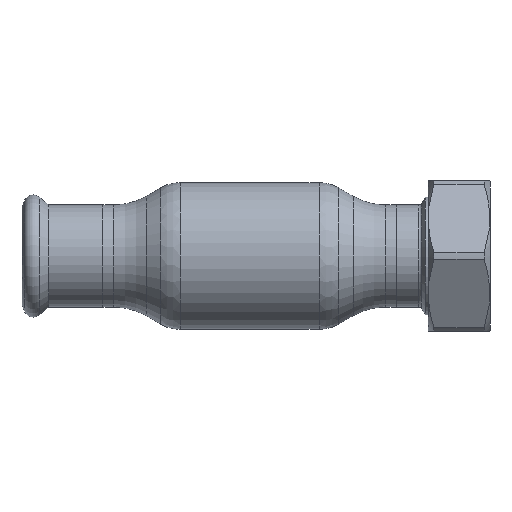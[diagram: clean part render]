
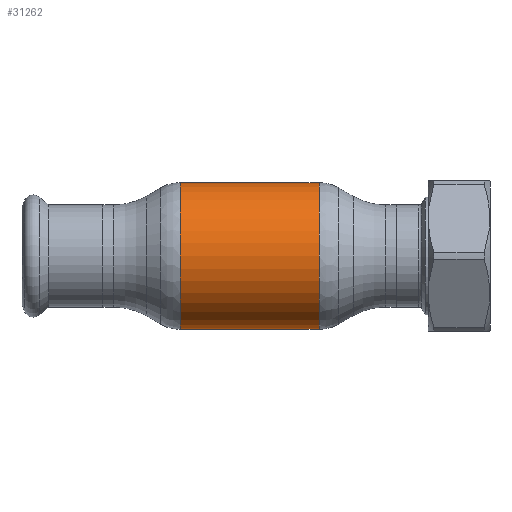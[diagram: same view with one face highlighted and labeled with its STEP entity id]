
A CAD part, front view. The second image highlights one B-rep face of the part: STEP entity #31262.
In plain terms, the highlighted cylindrical face has radius 22.5 mm (diameter 45 mm), a partial arc.
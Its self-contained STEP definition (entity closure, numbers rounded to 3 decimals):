
#1904 = CARTESIAN_POINT ( 'NONE',  ( -21.285, 0., -22.5 ) ) ;
#2610 = CARTESIAN_POINT ( 'NONE',  ( 21.285, 0., 22.5 ) ) ;
#3803 = VERTEX_POINT ( 'NONE', #1904 ) ;
#4905 = DIRECTION ( 'NONE',  ( -1., 0., 0. ) ) ;
#6074 = LINE ( 'NONE', #10839, #60531 ) ;
#9119 = ORIENTED_EDGE ( 'NONE', *, *, #60785, .F. ) ;
#9652 = AXIS2_PLACEMENT_3D ( 'NONE', #31360, #17192, #36395 ) ;
#9836 = EDGE_CURVE ( 'NONE', #59941, #38912, #46878, .T. ) ;
#10839 = CARTESIAN_POINT ( 'NONE',  ( -62.69, 0., -22.5 ) ) ;
#14861 = VERTEX_POINT ( 'NONE', #42829 ) ;
#14961 = ORIENTED_EDGE ( 'NONE', *, *, #16364, .F. ) ;
#15797 = EDGE_CURVE ( 'NONE', #38912, #14861, #26054, .T. ) ;
#16364 = EDGE_CURVE ( 'NONE', #3803, #14861, #61368, .T. ) ;
#17192 = DIRECTION ( 'NONE',  ( -1., 0., 0. ) ) ;
#18210 = DIRECTION ( 'NONE',  ( 0., 0., 1. ) ) ;
#18845 = CYLINDRICAL_SURFACE ( 'NONE', #58565, 22.5 ) ;
#21038 = CARTESIAN_POINT ( 'NONE',  ( -62.69, 0., 22.5 ) ) ;
#21042 = VECTOR ( 'NONE', #36139, 1000. ) ;
#23674 = DIRECTION ( 'NONE',  ( -1., 0., 0. ) ) ;
#26054 = LINE ( 'NONE', #21038, #21042 ) ;
#28590 = FACE_OUTER_BOUND ( 'NONE', #55670, .T. ) ;
#28977 = ORIENTED_EDGE ( 'NONE', *, *, #9836, .T. ) ;
#31240 = DIRECTION ( 'NONE',  ( -1., 0., 0. ) ) ;
#31262 = ADVANCED_FACE ( 'NONE', ( #28590 ), #18845, .T. ) ;
#31360 = CARTESIAN_POINT ( 'NONE',  ( 21.285, 0., 0. ) ) ;
#33469 = CARTESIAN_POINT ( 'NONE',  ( 21.285, 0., -22.5 ) ) ;
#36139 = DIRECTION ( 'NONE',  ( -1., 0., 0. ) ) ;
#36395 = DIRECTION ( 'NONE',  ( 0., 0., 1. ) ) ;
#38912 = VERTEX_POINT ( 'NONE', #2610 ) ;
#40203 = AXIS2_PLACEMENT_3D ( 'NONE', #61799, #23674, #51740 ) ;
#42829 = CARTESIAN_POINT ( 'NONE',  ( -21.285, 0., 22.5 ) ) ;
#46878 = CIRCLE ( 'NONE', #9652, 22.5 ) ;
#51740 = DIRECTION ( 'NONE',  ( 0., 0., 1. ) ) ;
#54480 = ORIENTED_EDGE ( 'NONE', *, *, #15797, .T. ) ;
#55670 = EDGE_LOOP ( 'NONE', ( #9119, #28977, #54480, #14961 ) ) ;
#58565 = AXIS2_PLACEMENT_3D ( 'NONE', #61373, #4905, #18210 ) ;
#59941 = VERTEX_POINT ( 'NONE', #33469 ) ;
#60531 = VECTOR ( 'NONE', #31240, 1000. ) ;
#60785 = EDGE_CURVE ( 'NONE', #59941, #3803, #6074, .T. ) ;
#61368 = CIRCLE ( 'NONE', #40203, 22.5 ) ;
#61373 = CARTESIAN_POINT ( 'NONE',  ( -62.69, 0., 0. ) ) ;
#61799 = CARTESIAN_POINT ( 'NONE',  ( -21.285, 0., 0. ) ) ;
